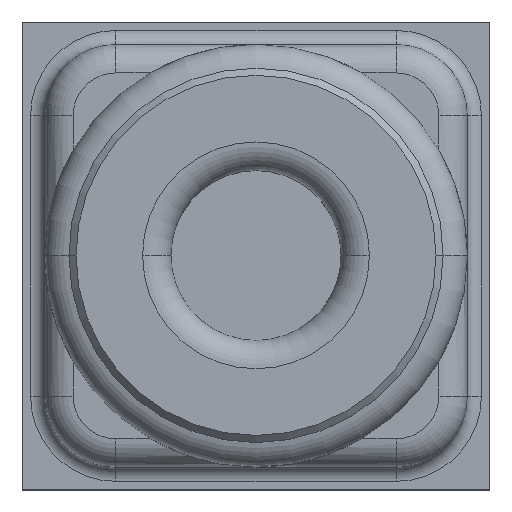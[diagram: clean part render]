
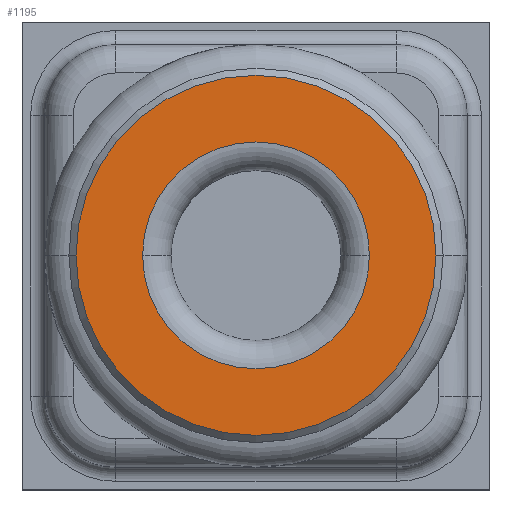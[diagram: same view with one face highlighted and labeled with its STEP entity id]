
A CAD part, top view. The second image highlights one B-rep face of the part: STEP entity #1195.
In plain terms, the highlighted planar face has unit normal (0, 0, 1).
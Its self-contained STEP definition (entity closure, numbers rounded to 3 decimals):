
#137 = CARTESIAN_POINT ( 'NONE',  ( -1.27, 0., 2.905 ) ) ;
#169 = VERTEX_POINT ( 'NONE', #137 ) ;
#293 = DIRECTION ( 'NONE',  ( 0., 0., 1. ) ) ;
#320 = DIRECTION ( 'NONE',  ( 1., 0., 0. ) ) ;
#343 = DIRECTION ( 'NONE',  ( 0., 0., 1. ) ) ;
#360 = AXIS2_PLACEMENT_3D ( 'NONE', #1046, #2266, #1647 ) ;
#395 = CARTESIAN_POINT ( 'NONE',  ( 1.27, 0., 2.905 ) ) ;
#416 = EDGE_LOOP ( 'NONE', ( #1213, #1894 ) ) ;
#505 = EDGE_CURVE ( 'NONE', #169, #621, #1024, .T. ) ;
#606 = DIRECTION ( 'NONE',  ( 0., 0., -1. ) ) ;
#621 = VERTEX_POINT ( 'NONE', #395 ) ;
#668 = AXIS2_PLACEMENT_3D ( 'NONE', #1900, #293, #1298 ) ;
#727 = CARTESIAN_POINT ( 'NONE',  ( 0., 0., 2.905 ) ) ;
#808 = DIRECTION ( 'NONE',  ( 1., 0., 0. ) ) ;
#891 = CARTESIAN_POINT ( 'NONE',  ( 0.8, 0., 2.905 ) ) ;
#974 = AXIS2_PLACEMENT_3D ( 'NONE', #1821, #606, #808 ) ;
#1001 = CIRCLE ( 'NONE', #974, 0.8 ) ;
#1024 = CIRCLE ( 'NONE', #1751, 1.27 ) ;
#1046 = CARTESIAN_POINT ( 'NONE',  ( 0., 0., 2.905 ) ) ;
#1102 = PLANE ( 'NONE',  #668 ) ;
#1187 = EDGE_LOOP ( 'NONE', ( #1990, #2553 ) ) ;
#1195 = ADVANCED_FACE ( 'NONE', ( #2010, #1981 ), #1102, .T. ) ;
#1213 = ORIENTED_EDGE ( 'NONE', *, *, #505, .T. ) ;
#1298 = DIRECTION ( 'NONE',  ( 1., 0., 0. ) ) ;
#1524 = AXIS2_PLACEMENT_3D ( 'NONE', #2152, #1726, #320 ) ;
#1647 = DIRECTION ( 'NONE',  ( 1., 0., 0. ) ) ;
#1684 = VERTEX_POINT ( 'NONE', #891 ) ;
#1726 = DIRECTION ( 'NONE',  ( 0., 0., 1. ) ) ;
#1751 = AXIS2_PLACEMENT_3D ( 'NONE', #727, #343, #2138 ) ;
#1821 = CARTESIAN_POINT ( 'NONE',  ( 0., 0., 2.905 ) ) ;
#1834 = CARTESIAN_POINT ( 'NONE',  ( -0.8, 0., 2.905 ) ) ;
#1894 = ORIENTED_EDGE ( 'NONE', *, *, #2543, .T. ) ;
#1900 = CARTESIAN_POINT ( 'NONE',  ( 0., 0., 2.905 ) ) ;
#1981 = FACE_OUTER_BOUND ( 'NONE', #416, .T. ) ;
#1990 = ORIENTED_EDGE ( 'NONE', *, *, #2245, .T. ) ;
#1991 = CIRCLE ( 'NONE', #360, 0.8 ) ;
#2010 = FACE_BOUND ( 'NONE', #1187, .T. ) ;
#2057 = VERTEX_POINT ( 'NONE', #1834 ) ;
#2138 = DIRECTION ( 'NONE',  ( 1., 0., 0. ) ) ;
#2152 = CARTESIAN_POINT ( 'NONE',  ( 0., 0., 2.905 ) ) ;
#2179 = EDGE_CURVE ( 'NONE', #2057, #1684, #1001, .T. ) ;
#2245 = EDGE_CURVE ( 'NONE', #1684, #2057, #1991, .T. ) ;
#2266 = DIRECTION ( 'NONE',  ( 0., 0., -1. ) ) ;
#2543 = EDGE_CURVE ( 'NONE', #621, #169, #2594, .T. ) ;
#2553 = ORIENTED_EDGE ( 'NONE', *, *, #2179, .T. ) ;
#2594 = CIRCLE ( 'NONE', #1524, 1.27 ) ;
